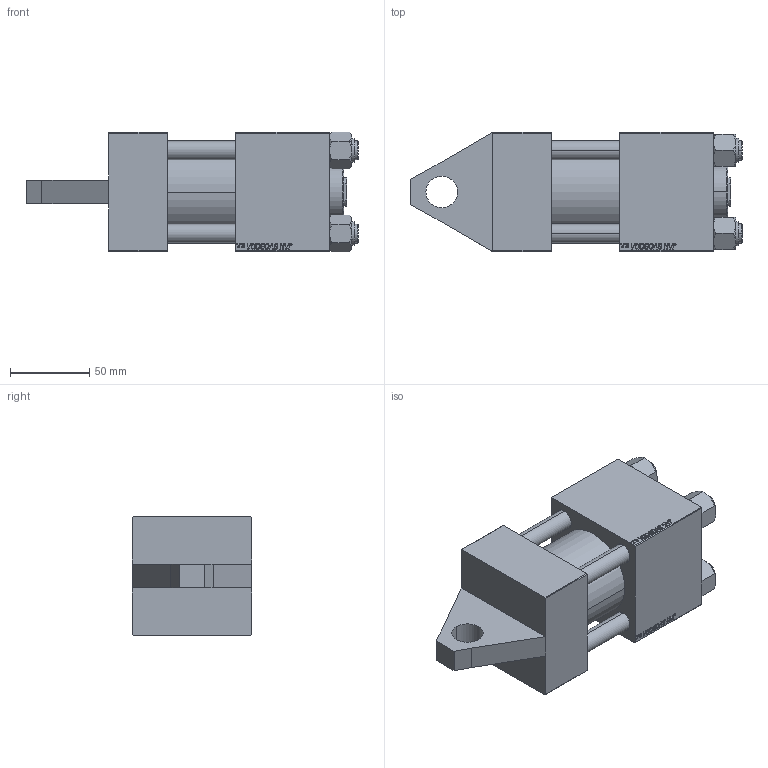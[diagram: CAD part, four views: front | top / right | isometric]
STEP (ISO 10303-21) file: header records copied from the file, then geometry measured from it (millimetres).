
FILE_DESCRIPTION (( 'STEP AP203' ), '1' );
FILE_NAME ('d40b.STEP', '2024-02-06T05:59:35', ( '' ), ( '' ), 'SwSTEP 2.0', 'SolidWorks 2019', '' );
FILE_SCHEMA (( 'CONFIG_CONTROL_DESIGN' ));
Length unit declared in the file: millimetre
Products named in the file (6): V215CR_TYCINKA_I 3d02fb0e746d9df19fe5c9f386f4414b; d40b; V215_VC_A 3d02fb0e746d9df19fe5c9f386f4414b; V215CR_I_Body 3d02fb0e746d9df19fe5c9f386f4414b; NUT_M5_I 3d02fb0e746d9df19fe5c9f386f4414b; V215CR_VCP_I 3d02fb0e746d9df19fe5c9f386f4414b
Assembly tree (11 placements, depth 2):
  d40b
    V215CR_I_Body 3d02fb0e746d9df19fe5c9f386f4414b
    V215CR_VCP_I 3d02fb0e746d9df19fe5c9f386f4414b
    V215CR_TYCINKA_I 3d02fb0e746d9df19fe5c9f386f4414b  x4
    NUT_M5_I 3d02fb0e746d9df19fe5c9f386f4414b  x4
    V215_VC_A 3d02fb0e746d9df19fe5c9f386f4414b
Bounding box: 209 x 75 x 75.54 mm (x, y, z)
Volume: 657318.2 mm3; surface area: 145952.1 mm2
Topology: 11 solids, 11 shells, 1078 faces, 2716 edges, 1761 vertices
Faces by surface type: plane 502, bspline 360, cone 128, cylinder 80, torus 8
Entity records: 46052 total; most frequent: CARTESIAN_POINT 24320, ORIENTED_EDGE 4924, DIRECTION 3110, EDGE_CURVE 2462, VERTEX_POINT 1617, LINE 1516, VECTOR 1516, EDGE_LOOP 1073
